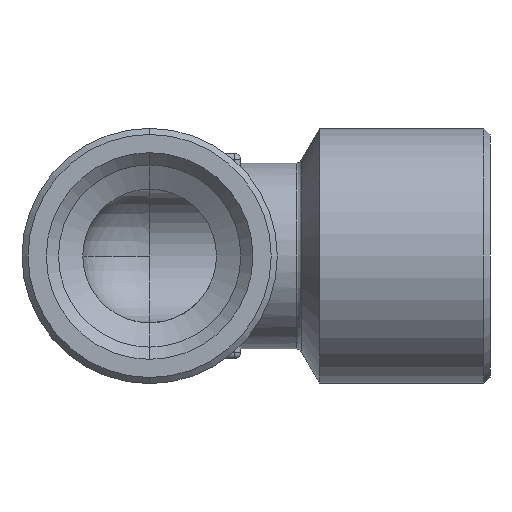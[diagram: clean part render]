
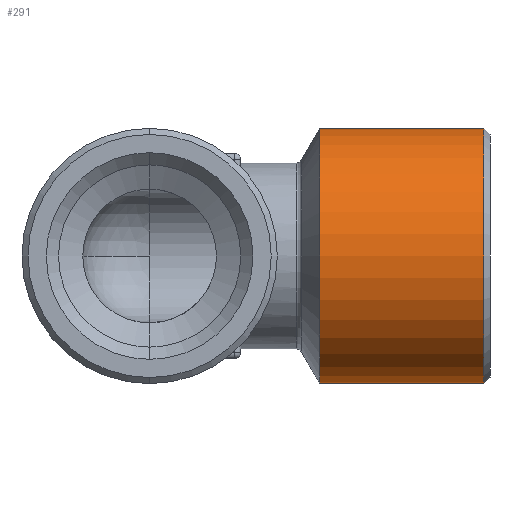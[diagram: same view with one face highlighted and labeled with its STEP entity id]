
A CAD part, front view. The second image highlights one B-rep face of the part: STEP entity #291.
In plain terms, the highlighted cylindrical face has radius 10.5 mm (diameter 21 mm), a partial arc.
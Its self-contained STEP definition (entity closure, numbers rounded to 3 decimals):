
#272 = ORIENTED_EDGE ( 'NONE', *, *, #2408, .T. ) ;
#273 = ORIENTED_EDGE ( 'NONE', *, *, #274, .F. ) ;
#274 = EDGE_CURVE ( 'NONE', #2394, #2633, #912, .T. ) ;
#290 = EDGE_CURVE ( 'NONE', #2381, #2392, #949, .T. ) ;
#291 = ADVANCED_FACE ( 'NONE', ( #944 ), #943, .T. ) ;
#292 = EDGE_LOOP ( 'NONE', ( #293, #294, #272, #273 ) ) ;
#293 = ORIENTED_EDGE ( 'NONE', *, *, #2370, .F. ) ;
#294 = ORIENTED_EDGE ( 'NONE', *, *, #290, .T. ) ;
#908 = DIRECTION ( 'NONE',  ( 0., 0., 1. ) ) ;
#909 = DIRECTION ( 'NONE',  ( -1., 0., 0. ) ) ;
#910 = CARTESIAN_POINT ( 'NONE',  ( 14., 0., 0. ) ) ;
#911 = AXIS2_PLACEMENT_3D ( 'NONE', #910, #909, #908 ) ;
#912 = CIRCLE ( 'NONE', #911, 10.5 ) ;
#939 = DIRECTION ( 'NONE',  ( 0., 0., 1. ) ) ;
#940 = DIRECTION ( 'NONE',  ( -1., 0., 0. ) ) ;
#941 = AXIS2_PLACEMENT_3D ( 'NONE', #942, #940, #939 ) ;
#942 = CARTESIAN_POINT ( 'NONE',  ( -9.788, 0., 0. ) ) ;
#943 = CYLINDRICAL_SURFACE ( 'NONE', #941, 10.5 ) ;
#944 = FACE_OUTER_BOUND ( 'NONE', #292, .T. ) ;
#945 = DIRECTION ( 'NONE',  ( 0., 0., 1. ) ) ;
#946 = DIRECTION ( 'NONE',  ( -1., 0., 0. ) ) ;
#947 = CARTESIAN_POINT ( 'NONE',  ( 27.5, 0., 0. ) ) ;
#948 = AXIS2_PLACEMENT_3D ( 'NONE', #947, #946, #945 ) ;
#949 = CIRCLE ( 'NONE', #948, 10.5 ) ;
#1270 = DIRECTION ( 'NONE',  ( -1., 0., 0. ) ) ;
#1271 = VECTOR ( 'NONE', #1270, 1000. ) ;
#1272 = CARTESIAN_POINT ( 'NONE',  ( -9.788, 0., -10.5 ) ) ;
#1273 = LINE ( 'NONE', #1272, #1271 ) ;
#1284 = CARTESIAN_POINT ( 'NONE',  ( 14., 0., -10.5 ) ) ;
#1285 = CARTESIAN_POINT ( 'NONE',  ( 27.5, 0., 10.5 ) ) ;
#1305 = CARTESIAN_POINT ( 'NONE',  ( 27.5, 0., -10.5 ) ) ;
#1324 = DIRECTION ( 'NONE',  ( -1., 0., 0. ) ) ;
#1325 = VECTOR ( 'NONE', #1324, 1000. ) ;
#1326 = CARTESIAN_POINT ( 'NONE',  ( -9.788, 0., 10.5 ) ) ;
#1327 = LINE ( 'NONE', #1326, #1325 ) ;
#1663 = CARTESIAN_POINT ( 'NONE',  ( 14., 0., 10.5 ) ) ;
#2370 = EDGE_CURVE ( 'NONE', #2381, #2394, #1273, .T. ) ;
#2381 = VERTEX_POINT ( 'NONE', #1305 ) ;
#2392 = VERTEX_POINT ( 'NONE', #1285 ) ;
#2394 = VERTEX_POINT ( 'NONE', #1284 ) ;
#2408 = EDGE_CURVE ( 'NONE', #2392, #2633, #1327, .T. ) ;
#2633 = VERTEX_POINT ( 'NONE', #1663 ) ;
